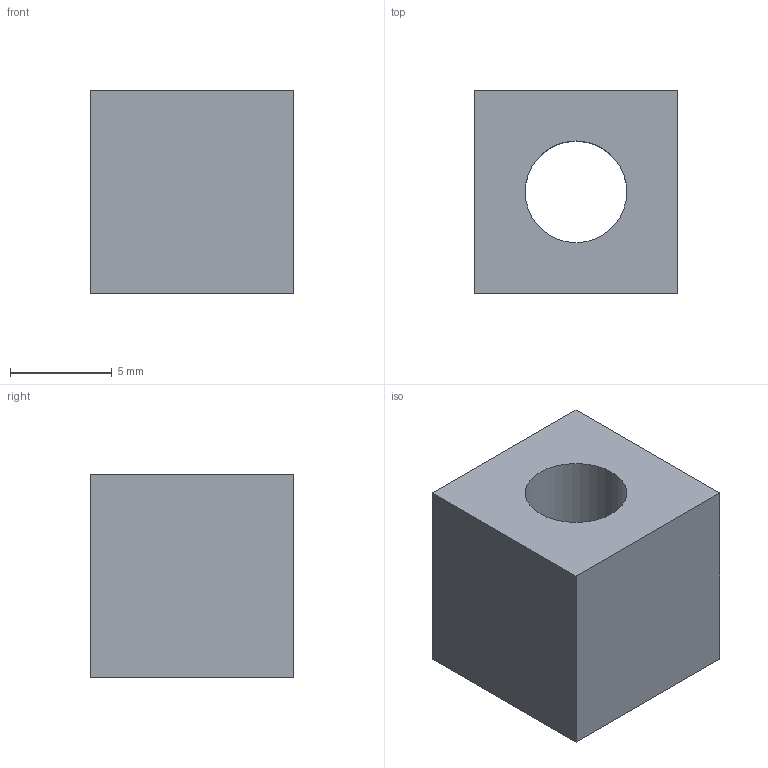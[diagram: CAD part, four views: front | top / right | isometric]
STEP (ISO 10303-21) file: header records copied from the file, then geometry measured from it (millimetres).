
FILE_DESCRIPTION(('Open CASCADE Model'),'2;1');
FILE_NAME('Open CASCADE Shape Model','2019-11-20T13:44:00',('Author'),( 'Open CASCADE'),'Open CASCADE STEP processor 7.1','Open CASCADE 7.1' ,'Unknown');
FILE_SCHEMA(('AUTOMOTIVE_DESIGN { 1 0 10303 214 1 1 1 1 }'));
Length unit declared in the file: millimetre
Products named in the file (35): Open CASCADE STEP translator 7.1 1; Open CASCADE STEP translator 7.1 1.1; Open CASCADE STEP translator 7.1 1.2; Open CASCADE STEP translator 7.1 1.3; Open CASCADE STEP translator 7.1 1.4; Open CASCADE STEP translator 7.1 1.5; Open CASCADE STEP translator 7.1 1.6; Open CASCADE STEP translator 7.1 1.7; Open CASCADE STEP translator 7.1 1.8; Open CASCADE STEP translator 7.1 1.9; Open CASCADE STEP translator 7.1 1.10; Open CASCADE STEP translator 7.1 1.11; Open CASCADE STEP translator 7.1 1.12; Open CASCADE STEP translator 7.1 1.13; Open CASCADE STEP translator 7.1 1.14; Open CASCADE STEP translator 7.1 1.15; Open CASCADE STEP translator 7.1 1.16; Open CASCADE STEP translator 7.1 1.17; Open CASCADE STEP translator 7.1 1.18; Open CASCADE STEP translator 7.1 1.19; Open CASCADE STEP translator 7.1 1.20; Open CASCADE STEP translator 7.1 1.21; Open CASCADE STEP translator 7.1 1.22; Open CASCADE STEP translator 7.1 1.23; Open CASCADE STEP translator 7.1 1.24; Open CASCADE STEP translator 7.1 1.25; Open CASCADE STEP translator 7.1 1.26; Open CASCADE STEP translator 7.1 1.27; Open CASCADE STEP translator 7.1 1.28; Open CASCADE STEP translator 7.1 1.29; Open CASCADE STEP translator 7.1 1.30; Open CASCADE STEP translator 7.1 1.31; Open CASCADE STEP translator 7.1 1.32; Open CASCADE STEP translator 7.1 1.33; Open CASCADE STEP translator 7.1 1.34
Assembly tree (34 placements, depth 2):
  Open CASCADE STEP translator 7.1 1
    Open CASCADE STEP translator 7.1 1.1
    Open CASCADE STEP translator 7.1 1.2
    Open CASCADE STEP translator 7.1 1.3
    Open CASCADE STEP translator 7.1 1.4
    Open CASCADE STEP translator 7.1 1.5
    Open CASCADE STEP translator 7.1 1.6
    Open CASCADE STEP translator 7.1 1.7
    Open CASCADE STEP translator 7.1 1.8
    Open CASCADE STEP translator 7.1 1.9
    Open CASCADE STEP translator 7.1 1.10
    Open CASCADE STEP translator 7.1 1.11
    Open CASCADE STEP translator 7.1 1.12
    Open CASCADE STEP translator 7.1 1.13
    Open CASCADE STEP translator 7.1 1.14
    Open CASCADE STEP translator 7.1 1.15
    Open CASCADE STEP translator 7.1 1.16
    Open CASCADE STEP translator 7.1 1.17
    Open CASCADE STEP translator 7.1 1.18
    Open CASCADE STEP translator 7.1 1.19
    Open CASCADE STEP translator 7.1 1.20
    Open CASCADE STEP translator 7.1 1.21
    Open CASCADE STEP translator 7.1 1.22
    Open CASCADE STEP translator 7.1 1.23
    Open CASCADE STEP translator 7.1 1.24
    Open CASCADE STEP translator 7.1 1.25
    Open CASCADE STEP translator 7.1 1.26
    Open CASCADE STEP translator 7.1 1.27
    Open CASCADE STEP translator 7.1 1.28
    Open CASCADE STEP translator 7.1 1.29
    Open CASCADE STEP translator 7.1 1.30
    Open CASCADE STEP translator 7.1 1.31
    Open CASCADE STEP translator 7.1 1.32
    Open CASCADE STEP translator 7.1 1.33
    Open CASCADE STEP translator 7.1 1.34
Bounding box: 10 x 10 x 10 mm (x, y, z)
Volume: 803.7 mm3; surface area: 2153.4 mm2
Topology: 1 solids, 9 shells, 21 faces, 103 edges, 140 vertices
Faces by surface type: plane 18, cylinder 3
Full cylindrical faces by diameter (mm): 5 x3
Entity records: 2263 total; most frequent: CARTESIAN_POINT 395, DIRECTION 319, LINE 173, VECTOR 173, ORIENTED_EDGE 90, PCURVE 90, DEFINITIONAL_REPRESENTATION 90, AXIS2_PLACEMENT_3D 70
